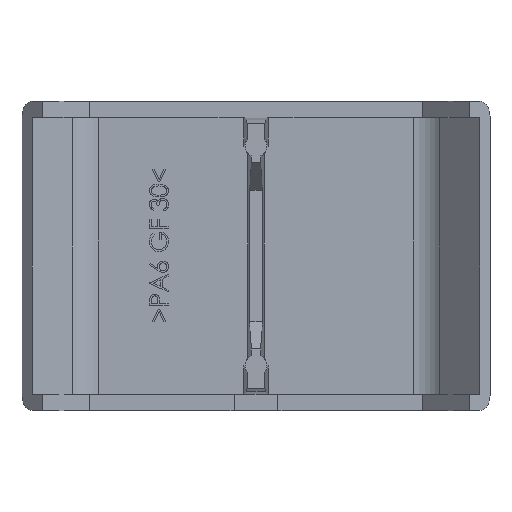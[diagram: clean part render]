
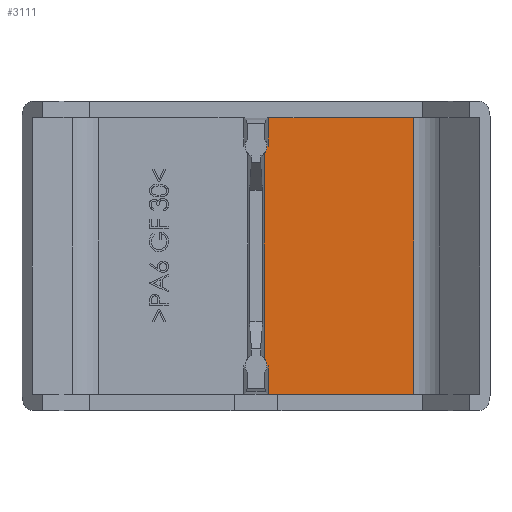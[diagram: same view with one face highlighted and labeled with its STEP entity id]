
A CAD part, top view. The second image highlights one B-rep face of the part: STEP entity #3111.
In plain terms, the highlighted planar face has unit normal (0, 0, 1).
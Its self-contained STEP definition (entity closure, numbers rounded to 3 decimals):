
#173=LINE('',#4173,#507);
#195=LINE('',#4224,#529);
#271=LINE('',#5044,#605);
#272=LINE('',#5046,#606);
#273=LINE('',#5047,#607);
#274=LINE('',#5048,#608);
#275=LINE('',#5050,#609);
#276=LINE('',#5051,#610);
#507=VECTOR('',#3495,1000.);
#529=VECTOR('',#3527,1000.);
#605=VECTOR('',#3625,1000.);
#606=VECTOR('',#3626,1000.);
#607=VECTOR('',#3627,1000.);
#608=VECTOR('',#3628,1000.);
#609=VECTOR('',#3629,1000.);
#610=VECTOR('',#3630,1000.);
#850=PLANE('',#3323);
#962=FACE_OUTER_BOUND('',#1146,.T.);
#1146=EDGE_LOOP('',(#2297,#2298,#2299,#2300,#2301,#2302,#2303,#2304,#2305,
#2306));
#1314=CIRCLE('',#3297,1.5);
#1316=CIRCLE('',#3302,1.5);
#1358=VERTEX_POINT('',#4149);
#1360=VERTEX_POINT('',#4152);
#1363=VERTEX_POINT('',#4160);
#1364=VERTEX_POINT('',#4161);
#1368=VERTEX_POINT('',#4171);
#1369=VERTEX_POINT('',#4172);
#1392=VERTEX_POINT('',#4221);
#1393=VERTEX_POINT('',#4223);
#1505=VERTEX_POINT('',#5045);
#1506=VERTEX_POINT('',#5049);
#1671=EDGE_CURVE('',#1360,#1358,#1314,.T.);
#1675=EDGE_CURVE('',#1363,#1364,#1316,.T.);
#1680=EDGE_CURVE('',#1368,#1369,#173,.T.);
#1704=EDGE_CURVE('',#1392,#1393,#195,.T.);
#1821=EDGE_CURVE('',#1368,#1393,#271,.T.);
#1822=EDGE_CURVE('',#1505,#1392,#272,.T.);
#1823=EDGE_CURVE('',#1363,#1505,#273,.T.);
#1824=EDGE_CURVE('',#1360,#1364,#274,.T.);
#1825=EDGE_CURVE('',#1506,#1358,#275,.T.);
#1826=EDGE_CURVE('',#1369,#1506,#276,.T.);
#2297=ORIENTED_EDGE('',*,*,#1680,.F.);
#2298=ORIENTED_EDGE('',*,*,#1821,.T.);
#2299=ORIENTED_EDGE('',*,*,#1704,.F.);
#2300=ORIENTED_EDGE('',*,*,#1822,.F.);
#2301=ORIENTED_EDGE('',*,*,#1823,.F.);
#2302=ORIENTED_EDGE('',*,*,#1675,.T.);
#2303=ORIENTED_EDGE('',*,*,#1824,.F.);
#2304=ORIENTED_EDGE('',*,*,#1671,.T.);
#2305=ORIENTED_EDGE('',*,*,#1825,.F.);
#2306=ORIENTED_EDGE('',*,*,#1826,.F.);
#3111=ADVANCED_FACE('',(#962),#850,.T.);
#3297=AXIS2_PLACEMENT_3D('',#4153,#3473,#3474);
#3302=AXIS2_PLACEMENT_3D('',#4162,#3483,#3484);
#3323=AXIS2_PLACEMENT_3D('',#5043,#3623,#3624);
#3473=DIRECTION('center_axis',(0.,0.,-1.));
#3474=DIRECTION('ref_axis',(1.,0.,0.));
#3483=DIRECTION('center_axis',(0.,0.,-1.));
#3484=DIRECTION('ref_axis',(1.,0.,0.));
#3495=DIRECTION('',(-1.,0.,0.));
#3527=DIRECTION('',(1.,0.,0.));
#3623=DIRECTION('center_axis',(0.,0.,1.));
#3624=DIRECTION('ref_axis',(1.,0.,0.));
#3625=DIRECTION('',(0.,1.,0.));
#3626=DIRECTION('',(0.,1.,0.));
#3627=DIRECTION('',(1.,0.,0.));
#3628=DIRECTION('',(0.,1.,0.));
#3629=DIRECTION('',(-1.,0.,0.));
#3630=DIRECTION('',(0.,1.,0.));
#4149=CARTESIAN_POINT('',(1.5,-15.,-2.));
#4152=CARTESIAN_POINT('',(1.1,-13.98,-2.));
#4153=CARTESIAN_POINT('Origin',(0.,-15.,-2.));
#4160=CARTESIAN_POINT('',(1.5,15.,-2.));
#4161=CARTESIAN_POINT('',(1.1,13.98,-2.));
#4162=CARTESIAN_POINT('Origin',(0.,15.,-2.));
#4171=CARTESIAN_POINT('',(21.501,-18.9,-2.));
#4172=CARTESIAN_POINT('',(1.69,-18.9,-2.));
#4173=CARTESIAN_POINT('',(-22.743,-18.9,-2.));
#4221=CARTESIAN_POINT('',(1.69,18.9,-2.));
#4223=CARTESIAN_POINT('',(21.501,18.9,-2.));
#4224=CARTESIAN_POINT('',(-22.743,18.9,-2.));
#5043=CARTESIAN_POINT('Origin',(-28.4,21.1,-2.));
#5044=CARTESIAN_POINT('',(21.501,21.1,-2.));
#5045=CARTESIAN_POINT('',(1.69,15.,-2.));
#5046=CARTESIAN_POINT('',(1.69,15.,-2.));
#5047=CARTESIAN_POINT('',(1.1,15.,-2.));
#5048=CARTESIAN_POINT('',(1.1,15.,-2.));
#5049=CARTESIAN_POINT('',(1.69,-15.,-2.));
#5050=CARTESIAN_POINT('',(1.1,-15.,-2.));
#5051=CARTESIAN_POINT('',(1.69,-18.9,-2.));
